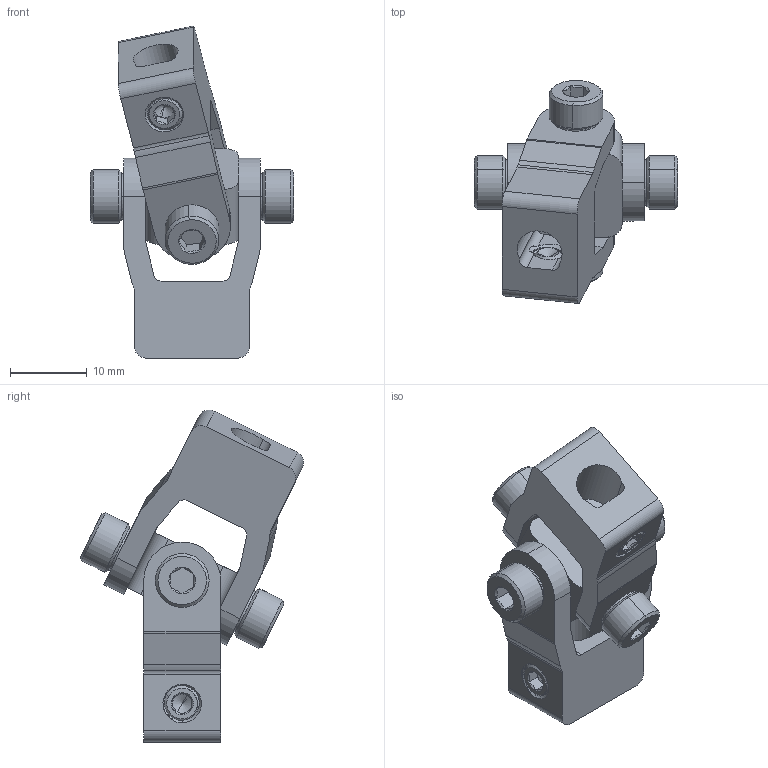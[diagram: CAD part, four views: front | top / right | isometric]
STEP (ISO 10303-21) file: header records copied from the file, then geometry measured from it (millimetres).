
FILE_DESCRIPTION (( 'STEP AP203' ), '1' );
FILE_NAME ('4003-1006-1006 assembly.STEP', '2018-07-27T15:04:51', ( '' ), ( '' ), 'SwSTEP 2.0', 'SolidWorks 2016', '' );
FILE_SCHEMA (( 'CONFIG_CONTROL_DESIGN' ));
Length unit declared in the file: millimetre
Products named in the file (6): 1510-0006-0032; 4003-1006-1006; 4003-1006-1006 assembly; 4003-1006-1006 (Center Drive); 2800-0004-0008_90128A207; 2806-0005-0005_91390A117
Assembly tree (13 placements, depth 2):
  4003-1006-1006 assembly
    4003-1006-1006  x2
    4003-1006-1006 (Center Drive)
    1510-0006-0032  x4
    2806-0005-0005_91390A117  x2
    2800-0004-0008_90128A207  x4
Bounding box: 26.4 x 29.01 x 43.17 mm (x, y, z)
Volume: 5804.1 mm3; surface area: 6630.6 mm2
Topology: 13 solids, 13 shells, 678 faces, 1820 edges, 1166 vertices
Faces by surface type: cylinder 440, plane 120, cone 90, bspline 28
Entity records: 25854 total; most frequent: CARTESIAN_POINT 17927, ORIENTED_EDGE 1778, DIRECTION 1236, EDGE_CURVE 889, VERTEX_POINT 575, AXIS2_PLACEMENT_3D 464, EDGE_LOOP 340, ADVANCED_FACE 324
